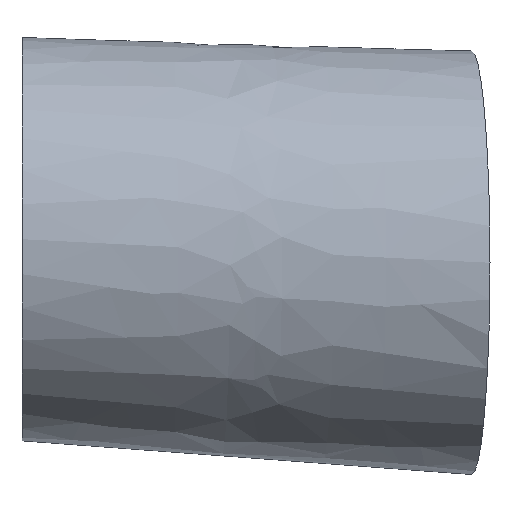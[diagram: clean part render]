
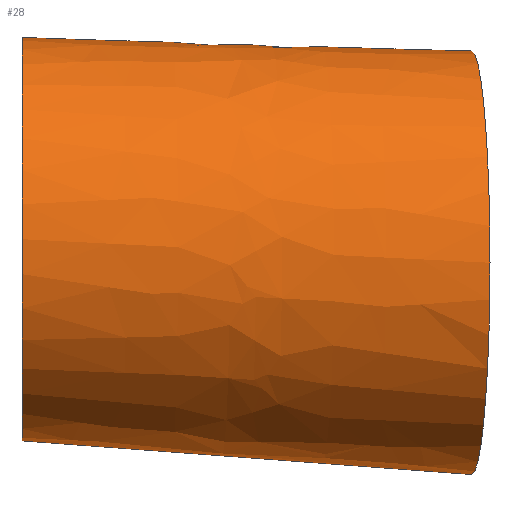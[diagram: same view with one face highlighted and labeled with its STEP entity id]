
A CAD part, front view. The second image highlights one B-rep face of the part: STEP entity #28.
In plain terms, the highlighted free-form (B-spline) face has degree [3, 3] with [17, 4] control points.
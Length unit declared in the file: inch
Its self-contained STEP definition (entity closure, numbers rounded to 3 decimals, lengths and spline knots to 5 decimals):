
#12=FACE_OUTER_BOUND('',#13,.T.);
#13=EDGE_LOOP('',(#23,#24,#25,#26));
#14=LINE('',#125,#15);
#15=VECTOR('',#50,0.43129);
#16=CIRCLE('',#44,0.19685);
#17=CIRCLE('',#45,0.1875);
#18=VERTEX_POINT('',#122);
#19=VERTEX_POINT('',#124);
#20=EDGE_CURVE('',#18,#18,#16,.T.);
#21=EDGE_CURVE('',#18,#19,#14,.T.);
#22=EDGE_CURVE('',#19,#19,#17,.T.);
#23=ORIENTED_EDGE('',*,*,#20,.T.);
#24=ORIENTED_EDGE('',*,*,#21,.T.);
#25=ORIENTED_EDGE('',*,*,#22,.F.);
#26=ORIENTED_EDGE('',*,*,#21,.F.);
#27=B_SPLINE_SURFACE_WITH_KNOTS('',3,3,((#54,#55,#56,#57),(#58,#59,#60,
#61),(#62,#63,#64,#65),(#66,#67,#68,#69),(#70,#71,#72,#73),(#74,#75,#76,
#77),(#78,#79,#80,#81),(#82,#83,#84,#85),(#86,#87,#88,#89),(#90,#91,#92,
#93),(#94,#95,#96,#97),(#98,#99,#100,#101),(#102,#103,#104,#105),(#106,
#107,#108,#109),(#110,#111,#112,#113),(#114,#115,#116,#117),(#118,#119,
#120,#121)),.UNSPECIFIED.,.T.,.F.,.F.,(4,1,1,1,1,1,1,1,1,1,1,1,1,1,4),(4,
4),(0.,0.07143,0.14286,0.21429,0.28571,
0.35714,0.42857,0.57143,0.59524,
0.61905,0.71429,0.78571,0.85714,
0.92857,1.),(0.,1.),.UNSPECIFIED.);
#28=ADVANCED_FACE('',(#12),#27,.T.);
#44=AXIS2_PLACEMENT_3D('',#123,#48,#49);
#45=AXIS2_PLACEMENT_3D('',#126,#51,#52);
#48=DIRECTION('center_axis',(-0.996,-0.087,0.));
#49=DIRECTION('ref_axis',(0.,0.,1.));
#50=DIRECTION('',(-0.969,-0.236,0.073));
#51=DIRECTION('center_axis',(-1.,0.,0.));
#52=DIRECTION('ref_axis',(0.,0.,-1.));
#54=CARTESIAN_POINT('Ctrl Pts',(-0.75695,-8.31622,23.03076));
#55=CARTESIAN_POINT('Ctrl Pts',(-0.89625,-8.35021,23.04119));
#56=CARTESIAN_POINT('Ctrl Pts',(-1.03555,-8.3842,23.05161));
#57=CARTESIAN_POINT('Ctrl Pts',(-1.17484,-8.41819,23.06203));
#58=CARTESIAN_POINT('Ctrl Pts',(-0.75438,-8.34556,23.03076));
#59=CARTESIAN_POINT('Ctrl Pts',(-0.89454,-8.37912,23.04119));
#60=CARTESIAN_POINT('Ctrl Pts',(-1.03469,-8.41268,23.05161));
#61=CARTESIAN_POINT('Ctrl Pts',(-1.17484,-8.44624,23.06203));
#62=CARTESIAN_POINT('Ctrl Pts',(-0.74925,-8.40421,23.04416));
#63=CARTESIAN_POINT('Ctrl Pts',(-0.89112,-8.43691,23.05437));
#64=CARTESIAN_POINT('Ctrl Pts',(-1.03298,-8.46961,23.06458));
#65=CARTESIAN_POINT('Ctrl Pts',(-1.17484,-8.50231,23.07479));
#66=CARTESIAN_POINT('Ctrl Pts',(-0.74308,-8.47479,23.10064));
#67=CARTESIAN_POINT('Ctrl Pts',(-0.887,-8.50646,23.10996));
#68=CARTESIAN_POINT('Ctrl Pts',(-1.03092,-8.53813,23.11928));
#69=CARTESIAN_POINT('Ctrl Pts',(-1.17484,-8.5698,23.12859));
#70=CARTESIAN_POINT('Ctrl Pts',(-0.73966,-8.51391,23.18218));
#71=CARTESIAN_POINT('Ctrl Pts',(-0.88472,-8.54501,23.19021));
#72=CARTESIAN_POINT('Ctrl Pts',(-1.02978,-8.57611,23.19824));
#73=CARTESIAN_POINT('Ctrl Pts',(-1.17484,-8.60721,23.20626));
#74=CARTESIAN_POINT('Ctrl Pts',(-0.73965,-8.51393,23.27292));
#75=CARTESIAN_POINT('Ctrl Pts',(-0.88472,-8.54502,23.27951));
#76=CARTESIAN_POINT('Ctrl Pts',(-1.02978,-8.57612,23.2861));
#77=CARTESIAN_POINT('Ctrl Pts',(-1.17484,-8.60722,23.29269));
#78=CARTESIAN_POINT('Ctrl Pts',(-0.74308,-8.47476,23.35425));
#79=CARTESIAN_POINT('Ctrl Pts',(-0.887,-8.50643,23.35955));
#80=CARTESIAN_POINT('Ctrl Pts',(-1.03092,-8.5381,23.36485));
#81=CARTESIAN_POINT('Ctrl Pts',(-1.17484,-8.56977,23.37015));
#82=CARTESIAN_POINT('Ctrl Pts',(-0.75131,-8.38071,23.43021));
#83=CARTESIAN_POINT('Ctrl Pts',(-0.89249,-8.41375,23.4343));
#84=CARTESIAN_POINT('Ctrl Pts',(-1.03366,-8.4468,23.43841));
#85=CARTESIAN_POINT('Ctrl Pts',(-1.17484,-8.47984,23.4425));
#86=CARTESIAN_POINT('Ctrl Pts',(-0.76071,-8.27323,23.4308));
#87=CARTESIAN_POINT('Ctrl Pts',(-0.89876,-8.30785,23.43489));
#88=CARTESIAN_POINT('Ctrl Pts',(-1.0368,-8.34247,23.43898));
#89=CARTESIAN_POINT('Ctrl Pts',(-1.17484,-8.37708,23.44307));
#90=CARTESIAN_POINT('Ctrl Pts',(-0.76665,-8.20535,23.39096));
#91=CARTESIAN_POINT('Ctrl Pts',(-0.90272,-8.24096,23.39569));
#92=CARTESIAN_POINT('Ctrl Pts',(-1.03878,-8.27657,23.4004));
#93=CARTESIAN_POINT('Ctrl Pts',(-1.17484,-8.31218,23.40513));
#94=CARTESIAN_POINT('Ctrl Pts',(-0.77068,-8.15925,23.35429));
#95=CARTESIAN_POINT('Ctrl Pts',(-0.9054,-8.19553,23.35959));
#96=CARTESIAN_POINT('Ctrl Pts',(-1.04012,-8.23182,23.36489));
#97=CARTESIAN_POINT('Ctrl Pts',(-1.17484,-8.2681,23.37019));
#98=CARTESIAN_POINT('Ctrl Pts',(-0.77426,-8.11843,23.28313));
#99=CARTESIAN_POINT('Ctrl Pts',(-0.90778,-8.15531,23.28957));
#100=CARTESIAN_POINT('Ctrl Pts',(-1.04131,-8.19219,23.29599));
#101=CARTESIAN_POINT('Ctrl Pts',(-1.17484,-8.22907,23.30242));
#102=CARTESIAN_POINT('Ctrl Pts',(-0.77424,-8.11856,23.1824));
#103=CARTESIAN_POINT('Ctrl Pts',(-0.90778,-8.15543,23.19043));
#104=CARTESIAN_POINT('Ctrl Pts',(-1.04131,-8.19231,23.19845));
#105=CARTESIAN_POINT('Ctrl Pts',(-1.17484,-8.22919,23.20647));
#106=CARTESIAN_POINT('Ctrl Pts',(-0.77082,-8.15765,23.10076));
#107=CARTESIAN_POINT('Ctrl Pts',(-0.9055,-8.19396,23.11008));
#108=CARTESIAN_POINT('Ctrl Pts',(-1.04017,-8.23027,23.11939));
#109=CARTESIAN_POINT('Ctrl Pts',(-1.17484,-8.26657,23.12871));
#110=CARTESIAN_POINT('Ctrl Pts',(-0.76465,-8.22825,23.04423));
#111=CARTESIAN_POINT('Ctrl Pts',(-0.90138,-8.26352,23.05444));
#112=CARTESIAN_POINT('Ctrl Pts',(-1.03811,-8.2988,23.06465));
#113=CARTESIAN_POINT('Ctrl Pts',(-1.17484,-8.33407,23.07486));
#114=CARTESIAN_POINT('Ctrl Pts',(-0.75952,-8.28689,23.03076));
#115=CARTESIAN_POINT('Ctrl Pts',(-0.89796,-8.32131,23.04119));
#116=CARTESIAN_POINT('Ctrl Pts',(-1.0364,-8.35572,23.05161));
#117=CARTESIAN_POINT('Ctrl Pts',(-1.17484,-8.39014,23.06203));
#118=CARTESIAN_POINT('Ctrl Pts',(-0.75695,-8.31622,23.03076));
#119=CARTESIAN_POINT('Ctrl Pts',(-0.89625,-8.35021,23.04119));
#120=CARTESIAN_POINT('Ctrl Pts',(-1.03555,-8.3842,23.05161));
#121=CARTESIAN_POINT('Ctrl Pts',(-1.17484,-8.41819,23.06203));
#122=CARTESIAN_POINT('',(-0.75695,-8.31622,23.03076));
#123=CARTESIAN_POINT('Origin',(-0.75695,-8.31622,23.22761));
#124=CARTESIAN_POINT('',(-1.17484,-8.41819,23.06203));
#125=CARTESIAN_POINT('',(-0.75695,-8.31622,23.03076));
#126=CARTESIAN_POINT('Origin',(-1.17484,-8.41819,23.24953));
